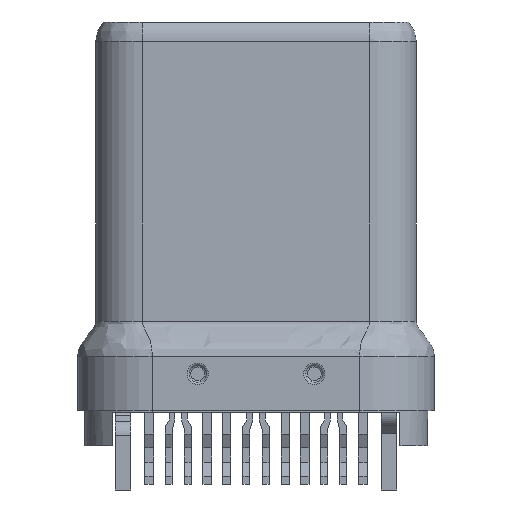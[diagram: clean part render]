
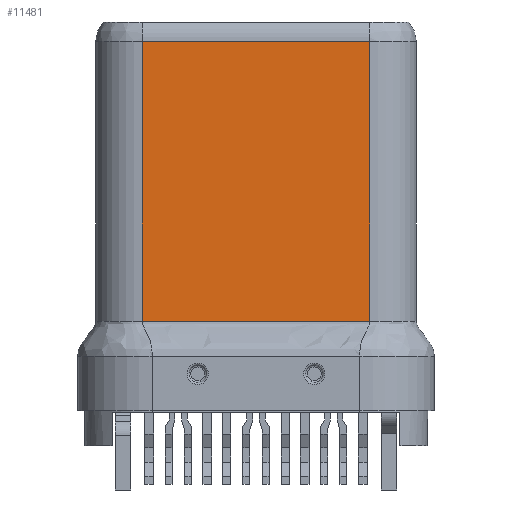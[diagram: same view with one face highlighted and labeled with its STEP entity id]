
A CAD part, front view. The second image highlights one B-rep face of the part: STEP entity #11481.
In plain terms, the highlighted planar face has unit normal (0, -1, 0).
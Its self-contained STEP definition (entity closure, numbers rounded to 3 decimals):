
#100=PLANE('',#12161);
#681=FACE_OUTER_BOUND('',#1321,.T.);
#1321=EDGE_LOOP('',(#8083,#8084,#8085,#8086));
#2029=LINE('',#16134,#3563);
#2031=LINE('',#16143,#3565);
#2035=LINE('',#16151,#3569);
#2036=LINE('',#16152,#3570);
#3563=VECTOR('',#12997,7.2);
#3565=VECTOR('',#13005,7.2);
#3569=VECTOR('',#13015,10.);
#3570=VECTOR('',#13016,5.85);
#5267=VERTEX_POINT('',#16130);
#5269=VERTEX_POINT('',#16133);
#5271=VERTEX_POINT('',#16139);
#5273=VERTEX_POINT('',#16142);
#6380=EDGE_CURVE('',#5267,#5269,#2029,.T.);
#6384=EDGE_CURVE('',#5271,#5273,#2031,.T.);
#6389=EDGE_CURVE('',#5269,#5271,#2035,.T.);
#6390=EDGE_CURVE('',#5273,#5267,#2036,.T.);
#8083=ORIENTED_EDGE('',*,*,#6389,.F.);
#8084=ORIENTED_EDGE('',*,*,#6380,.F.);
#8085=ORIENTED_EDGE('',*,*,#6390,.F.);
#8086=ORIENTED_EDGE('',*,*,#6384,.F.);
#11481=ADVANCED_FACE('',(#681),#100,.F.);
#12161=AXIS2_PLACEMENT_3D('',#16150,#13013,#13014);
#12997=DIRECTION('',(0.,0.,-1.));
#13005=DIRECTION('',(0.,0.,1.));
#13013=DIRECTION('center_axis',(0.,1.,0.));
#13014=DIRECTION('ref_axis',(1.,0.,0.));
#13015=DIRECTION('',(-1.,0.,0.));
#13016=DIRECTION('',(1.,0.,0.));
#16130=CARTESIAN_POINT('',(2.925,-1.2,7.2));
#16133=CARTESIAN_POINT('',(2.925,-1.2,0.));
#16134=CARTESIAN_POINT('',(2.925,-1.2,7.2));
#16139=CARTESIAN_POINT('',(-2.925,-1.2,0.));
#16142=CARTESIAN_POINT('',(-2.925,-1.2,7.2));
#16143=CARTESIAN_POINT('',(-2.925,-1.2,0.));
#16150=CARTESIAN_POINT('Origin',(2.925,-1.2,0.));
#16151=CARTESIAN_POINT('',(2.925,-1.2,0.));
#16152=CARTESIAN_POINT('',(-2.925,-1.2,7.2));
